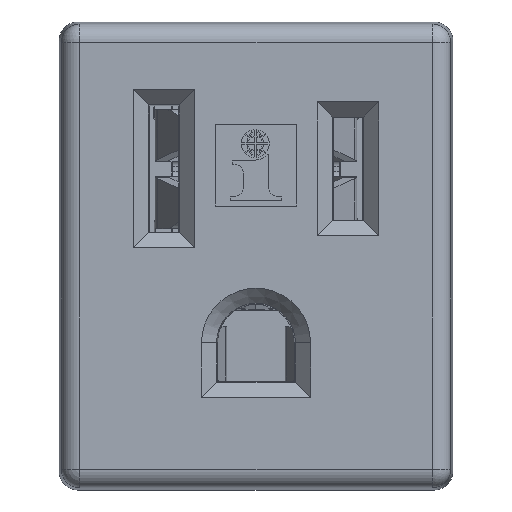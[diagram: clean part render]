
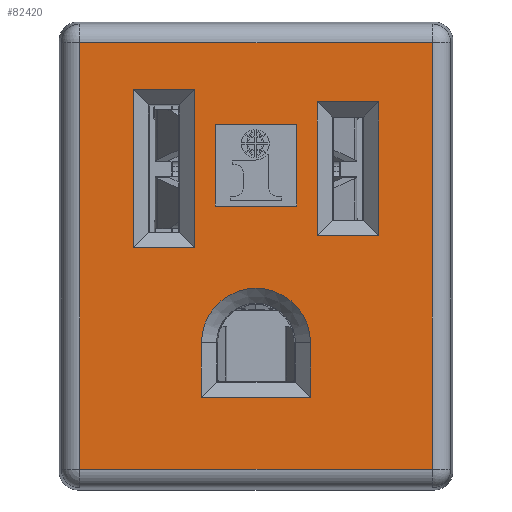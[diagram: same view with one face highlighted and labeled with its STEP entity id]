
A CAD part, top view. The second image highlights one B-rep face of the part: STEP entity #82420.
In plain terms, the highlighted planar face has unit normal (0, 0, 1).
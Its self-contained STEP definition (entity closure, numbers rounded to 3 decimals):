
#80660=CARTESIAN_POINT('',(62.209,48.417,3.053));
#80670=DIRECTION('',(0.,0.,1.));
#80680=DIRECTION('',(1.,0.,0.));
#80690=AXIS2_PLACEMENT_3D('',#80660,#80670,#80680);
#80700=PLANE('',#80690);
#80710=CARTESIAN_POINT('',(62.209,46.374,3.053));
#80720=DIRECTION('',(-1.,0.,0.));
#80730=VECTOR('',#80720,1.);
#80740=LINE('',#80710,#80730);
#80750=CARTESIAN_POINT('',(55.575,46.374,3.053));
#80760=VERTEX_POINT('',#80750);
#80770=CARTESIAN_POINT('',(51.369,46.374,3.053));
#80780=VERTEX_POINT('',#80770);
#80790=EDGE_CURVE('',#80760,#80780,#80740,.T.);
#80800=ORIENTED_EDGE('',*,*,#80790,.T.);
#80810=CARTESIAN_POINT('',(55.575,51.779,3.053));
#80820=DIRECTION('',(0.,-1.,0.));
#80830=VECTOR('',#80820,1.);
#80840=LINE('',#80810,#80830);
#80850=CARTESIAN_POINT('',(55.575,57.184,3.053));
#80860=VERTEX_POINT('',#80850);
#80870=EDGE_CURVE('',#80860,#80760,#80840,.T.);
#80880=ORIENTED_EDGE('',*,*,#80870,.T.);
#80890=CARTESIAN_POINT('',(62.209,57.184,3.053));
#80900=DIRECTION('',(1.,0.,0.));
#80910=VECTOR('',#80900,1.);
#80920=LINE('',#80890,#80910);
#80930=CARTESIAN_POINT('',(51.369,57.184,3.053));
#80940=VERTEX_POINT('',#80930);
#80950=EDGE_CURVE('',#80940,#80860,#80920,.T.);
#80960=ORIENTED_EDGE('',*,*,#80950,.T.);
#80970=CARTESIAN_POINT('',(51.369,51.779,3.053));
#80980=DIRECTION('',(0.,1.,0.));
#80990=VECTOR('',#80980,1.);
#81000=LINE('',#80970,#80990);
#81010=EDGE_CURVE('',#80780,#80940,#81000,.T.);
#81020=ORIENTED_EDGE('',*,*,#81010,.T.);
#81030=EDGE_LOOP('',(#81020,#80960,#80880,#80800));
#81040=FACE_BOUND('',#81030,.T.);
#81050=CARTESIAN_POINT('',(62.209,36.163,3.053));
#81060=DIRECTION('',(-1.,0.,0.));
#81070=VECTOR('',#81060,1.);
#81080=LINE('',#81050,#81070);
#81090=CARTESIAN_POINT('',(63.487,36.163,3.053));
#81100=VERTEX_POINT('',#81090);
#81110=CARTESIAN_POINT('',(56.03,36.163,3.053));
#81120=VERTEX_POINT('',#81110);
#81130=EDGE_CURVE('',#81100,#81120,#81080,.T.);
#81140=ORIENTED_EDGE('',*,*,#81130,.T.);
#81150=CARTESIAN_POINT('',(63.487,48.417,3.053));
#81160=DIRECTION('',(0.,-1.,0.));
#81170=VECTOR('',#81160,1.);
#81180=LINE('',#81150,#81170);
#81190=CARTESIAN_POINT('',(63.487,39.892,3.053))
;
#81200=VERTEX_POINT('',#81190);
#81210=EDGE_CURVE('',#81200,#81100,#81180,.T.);
#81220=ORIENTED_EDGE('',*,*,#81210,.T.);
#81230=CARTESIAN_POINT('',(59.758,39.892,3.053));
#81240=DIRECTION('',(0.,0.,1.));
#81250=DIRECTION('',(1.,0.,0.));
#81260=AXIS2_PLACEMENT_3D('',#81230,#81240,#81250);
#81270=CIRCLE('',#81260,3.729);
#81280=CARTESIAN_POINT('',(56.03,39.892,3.053))
;
#81290=VERTEX_POINT('',#81280);
#81300=EDGE_CURVE('',#81200,#81290,#81270,.T.);
#81310=ORIENTED_EDGE('',*,*,#81300,.F.);
#81320=CARTESIAN_POINT('',(56.03,48.417,3.053));
#81330=DIRECTION('',(0.,1.,0.));
#81340=VECTOR('',#81330,1.);
#81350=LINE('',#81320,#81340);
#81360=EDGE_CURVE('',#81120,#81290,#81350,.T.);
#81370=ORIENTED_EDGE('',*,*,#81360,.T.);
#81380=EDGE_LOOP('',(#81370,#81310,#81220,#81140));
#81390=FACE_BOUND('',#81380,.T.);
#81400=CARTESIAN_POINT('',(62.552,48.417,3.053));
#81410=DIRECTION('',(0.,1.,0.));
#81420=VECTOR('',#81410,1.);
#81430=LINE('',#81400,#81420);
#81440=CARTESIAN_POINT('',(62.552,49.239,3.053));
#81450=VERTEX_POINT('',#81440);
#81460=CARTESIAN_POINT('',(62.552,54.825,3.053));
#81470=VERTEX_POINT('',#81460);
#81480=EDGE_CURVE('',#81450,#81470,#81430,.T.);
#81490=ORIENTED_EDGE('',*,*,#81480,.F.);
#81500=CARTESIAN_POINT('',(62.209,54.825,3.053));
#81510=DIRECTION('',(-1.,0.,0.));
#81520=VECTOR('',#81510,1.);
#81530=LINE('',#81500,#81520);
#81540=CARTESIAN_POINT('',(56.964,54.825,3.053));
#81550=VERTEX_POINT('',#81540);
#81560=EDGE_CURVE('',#81470,#81550,#81530,.T.);
#81570=ORIENTED_EDGE('',*,*,#81560,.F.);
#81580=CARTESIAN_POINT('',(56.964,48.417,3.053));
#81590=DIRECTION('',(0.,-1.,0.));
#81600=VECTOR('',#81590,1.);
#81610=LINE('',#81580,#81600);
#81620=CARTESIAN_POINT('',(56.964,49.239,3.053));
#81630=VERTEX_POINT('',#81620);
#81640=EDGE_CURVE('',#81550,#81630,#81610,.T.);
#81650=ORIENTED_EDGE('',*,*,#81640,.F.);
#81660=CARTESIAN_POINT('',(62.209,49.239,3.053));
#81670=DIRECTION('',(1.,0.,0.));
#81680=VECTOR('',#81670,1.);
#81690=LINE('',#81660,#81680);
#81700=EDGE_CURVE('',#81630,#81450,#81690,.T.);
#81710=ORIENTED_EDGE('',*,*,#81700,.F.);
#81720=EDGE_LOOP('',(#81710,#81650,#81570,#81490));
#81730=FACE_BOUND('',#81720,.T.);
#81740=CARTESIAN_POINT('',(62.209,56.358,3.053));
#81750=DIRECTION('',(1.,0.,0.));
#81760=VECTOR('',#81750,1.);
#81770=LINE('',#81740,#81760);
#81780=CARTESIAN_POINT('',(63.942,56.358,3.053));
#81790=VERTEX_POINT('',#81780);
#81800=CARTESIAN_POINT('',(68.148,56.358,3.053));
#81810=VERTEX_POINT('',#81800);
#81820=EDGE_CURVE('',#81790,#81810,#81770,.T.);
#81830=ORIENTED_EDGE('',*,*,#81820,.T.);
#81840=CARTESIAN_POINT('',(63.942,51.779,3.053));
#81850=DIRECTION('',(0.,1.,0.));
#81860=VECTOR('',#81850,1.);
#81870=LINE('',#81840,#81860);
#81880=CARTESIAN_POINT('',(63.942,47.2,3.053));
#81890=VERTEX_POINT('',#81880);
#81900=EDGE_CURVE('',#81890,#81790,#81870,.T.);
#81910=ORIENTED_EDGE('',*,*,#81900,.T.);
#81920=CARTESIAN_POINT('',(62.209,47.2,3.053));
#81930=DIRECTION('',(-1.,0.,0.));
#81940=VECTOR('',#81930,1.);
#81950=LINE('',#81920,#81940);
#81960=CARTESIAN_POINT('',(68.148,47.2,3.053));
#81970=VERTEX_POINT('',#81960);
#81980=EDGE_CURVE('',#81970,#81890,#81950,.T.);
#81990=ORIENTED_EDGE('',*,*,#81980,.T.);
#82000=CARTESIAN_POINT('',(68.148,51.779,3.053));
#82010=DIRECTION('',(0.,-1.,0.));
#82020=VECTOR('',#82010,1.);
#82030=LINE('',#82000,#82020);
#82040=EDGE_CURVE('',#81810,#81970,#82030,.T.);
#82050=ORIENTED_EDGE('',*,*,#82040,.T.);
#82060=EDGE_LOOP('',(#82050,#81990,#81910,#81830));
#82070=FACE_BOUND('',#82060,.T.);
#82080=CARTESIAN_POINT('',(62.209,31.245,3.053));
#82090=DIRECTION('',(1.,0.,0.));
#82100=VECTOR('',#82090,1.);
#82110=LINE('',#82080,#82100);
#82120=CARTESIAN_POINT('',(47.715,31.245,3.053));
#82130=VERTEX_POINT('',#82120);
#82140=CARTESIAN_POINT('',(71.802,31.245,3.053));
#82150=VERTEX_POINT('',#82140);
#82160=EDGE_CURVE('',#82130,#82150,#82110,.T.);
#82170=ORIENTED_EDGE('',*,*,#82160,.T.);
#82180=CARTESIAN_POINT('',(47.715,48.417,3.053));
#82190=DIRECTION('',(0.,-1.,0.));
#82200=VECTOR('',#82190,1.);
#82210=LINE('',#82180,#82200);
#82220=CARTESIAN_POINT('',(47.715,60.413,3.053));
#82230=VERTEX_POINT('',#82220);
#82240=EDGE_CURVE('',#82230,#82130,#82210,.T.);
#82250=ORIENTED_EDGE('',*,*,#82240,.T.);
#82260=CARTESIAN_POINT('',(62.209,60.413,3.053));
#82270=DIRECTION('',(-1.,0.,0.));
#82280=VECTOR('',#82270,1.);
#82290=LINE('',#82260,#82280);
#82300=CARTESIAN_POINT('',(71.802,60.413,3.053));
#82310=VERTEX_POINT('',#82300);
#82320=EDGE_CURVE('',#82310,#82230,#82290,.T.);
#82330=ORIENTED_EDGE('',*,*,#82320,.T.);
#82340=CARTESIAN_POINT('',(71.802,48.417,3.053));
#82350=DIRECTION('',(0.,1.,0.));
#82360=VECTOR('',#82350,1.);
#82370=LINE('',#82340,#82360);
#82380=EDGE_CURVE('',#82150,#82310,#82370,.T.);
#82390=ORIENTED_EDGE('',*,*,#82380,.T.);
#82400=EDGE_LOOP('',(#82390,#82330,#82250,#82170));
#82410=FACE_OUTER_BOUND('',#82400,.T.);
#82420=ADVANCED_FACE('',(#81040,#81390,#81730,#82070,#82410),#80700,.T.)
;
